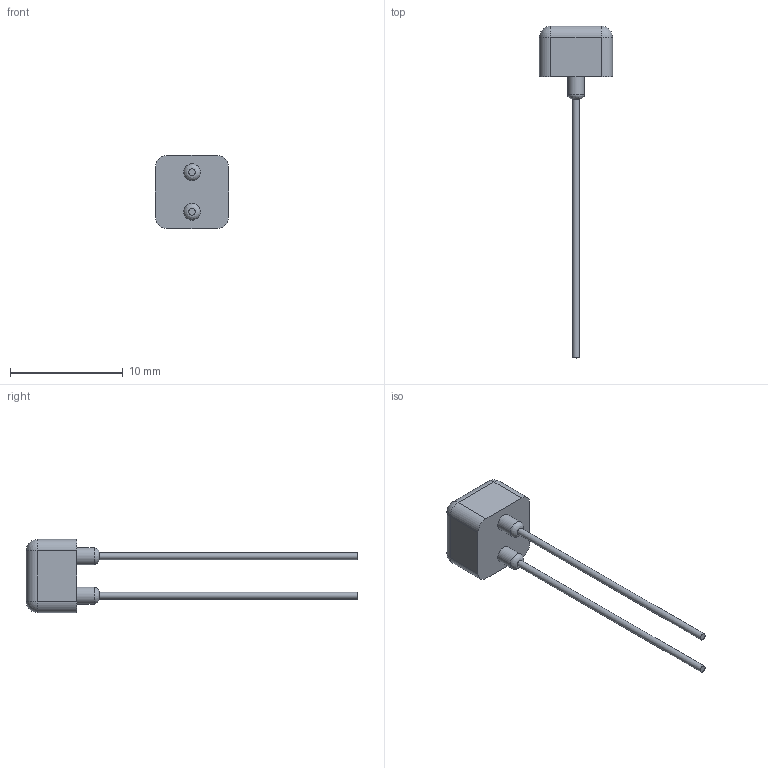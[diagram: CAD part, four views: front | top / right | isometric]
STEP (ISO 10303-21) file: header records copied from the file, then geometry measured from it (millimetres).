
FILE_DESCRIPTION(/* description */ (''),/* implementation_level */ '2;1');
FILE_NAME(/* name */ 'Part2.stp',/* time_stamp */ '2023-12-19T13:22:40+02:00',/* author */ ('Shado'),/* organization */ (''),/* preprocessor_version */ 'ST-DEVELOPER v19.2',/* originating_system */ 'Autodesk Inventor 2024',/* authorisation */ '');
FILE_SCHEMA (('AUTOMOTIVE_DESIGN { 1 0 10303 214 3 1 1 }'));
Length unit declared in the file: millimetre
Products named in the file (1): Part2
Bounding box: 6.5 x 29.5 x 6.5 mm (x, y, z)
Volume: 201.1 mm3; surface area: 284.7 mm2
Topology: 1 solids, 1 shells, 26 faces, 54 edges, 32 vertices
Faces by surface type: cylinder 12, plane 8, sphere 4, bspline 2
Full cylindrical faces by diameter (mm): 0.6 x2, 1.5 x2
Entity records: 779 total; most frequent: CARTESIAN_POINT 165, DIRECTION 134, ORIENTED_EDGE 108, AXIS2_PLACEMENT_3D 55, EDGE_CURVE 54, VERTEX_POINT 32, CIRCLE 30, EDGE_LOOP 28
